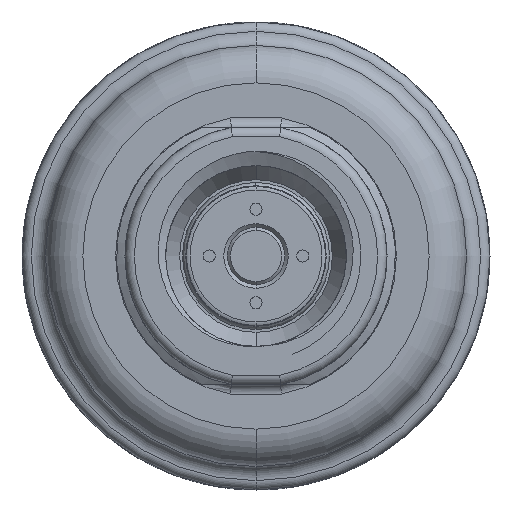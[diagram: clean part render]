
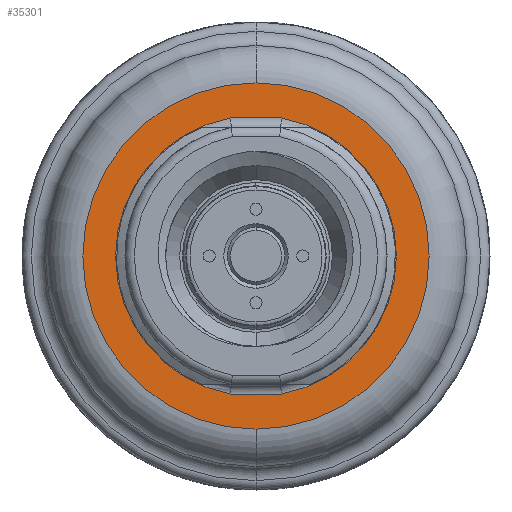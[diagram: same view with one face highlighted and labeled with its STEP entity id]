
A CAD part, front view. The second image highlights one B-rep face of the part: STEP entity #35301.
In plain terms, the highlighted planar face has unit normal (0, -1, 0).
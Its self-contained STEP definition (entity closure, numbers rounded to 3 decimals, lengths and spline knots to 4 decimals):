
#4069=CARTESIAN_POINT('',(0.,-0.1575,0.));
#4070=DIRECTION('',(0.,-1.,0.));
#4071=DIRECTION('',(0.,0.,-1.));
#4072=AXIS2_PLACEMENT_3D('',#4069,#4070,#4071);
#4074=CARTESIAN_POINT('',(0.,-0.1575,0.));
#4075=DIRECTION('',(0.,-1.,0.));
#4076=DIRECTION('',(0.,0.,1.));
#4077=AXIS2_PLACEMENT_3D('',#4074,#4075,#4076);
#4079=CARTESIAN_POINT('',(0.,-0.1575,0.));
#4080=DIRECTION('',(0.,-1.,0.));
#4081=DIRECTION('',(-0.182,0.,0.983));
#4082=AXIS2_PLACEMENT_3D('',#4079,#4080,#4081);
#4084=DIRECTION('',(1.,0.,0.));
#4085=VECTOR('',#4084,0.2147);
#4086=CARTESIAN_POINT('',(-0.1074,-0.1575,
-0.5807));
#4087=LINE('',#4086,#4085);
#4088=CARTESIAN_POINT('',(0.,-0.1575,0.));
#4089=DIRECTION('',(0.,-1.,0.));
#4090=DIRECTION('',(0.182,0.,-0.983));
#4091=AXIS2_PLACEMENT_3D('',#4088,#4089,#4090);
#4093=DIRECTION('',(-1.,0.,0.));
#4094=VECTOR('',#4093,0.2147);
#4095=CARTESIAN_POINT('',(0.1074,-0.1575,
0.5807));
#4096=LINE('',#4095,#4094);
#29703=CARTESIAN_POINT('',(-0.1074,-0.1575,
0.5807));
#29704=CARTESIAN_POINT('',(-0.1074,-0.1575,
-0.5807));
#29705=VERTEX_POINT('',#29703);
#29706=VERTEX_POINT('',#29704);
#29711=CARTESIAN_POINT('',(0.1074,-0.1575,
-0.5807));
#29712=CARTESIAN_POINT('',(0.1074,-0.1575,
0.5807));
#29713=VERTEX_POINT('',#29711);
#29714=VERTEX_POINT('',#29712);
#30021=CARTESIAN_POINT('',(0.,-0.1575,-0.7283));
#30022=CARTESIAN_POINT('',(0.,-0.1575,0.7283));
#30023=VERTEX_POINT('',#30021);
#30024=VERTEX_POINT('',#30022);
#35281=CARTESIAN_POINT('',(0.,-0.1575,0.));
#35282=DIRECTION('',(0.,-1.,0.));
#35283=DIRECTION('',(0.,0.,1.));
#35284=AXIS2_PLACEMENT_3D('',#35281,#35282,#35283);
#35285=PLANE('',#35284);
#35287=ORIENTED_EDGE('',*,*,#35286,.F.);
#35288=ORIENTED_EDGE('',*,*,#35271,.F.);
#35289=EDGE_LOOP('',(#35287,#35288));
#35290=FACE_OUTER_BOUND('',#35289,.F.);
#35292=ORIENTED_EDGE('',*,*,#35291,.T.);
#35294=ORIENTED_EDGE('',*,*,#35293,.T.);
#35296=ORIENTED_EDGE('',*,*,#35295,.T.);
#35298=ORIENTED_EDGE('',*,*,#35297,.T.);
#35299=EDGE_LOOP('',(#35292,#35294,#35296,#35298));
#35300=FACE_BOUND('',#35299,.F.);
#35301=ADVANCED_FACE('',(#35290,#35300),#35285,.T.);
#4073=CIRCLE('',#4072,0.7283);
#4078=CIRCLE('',#4077,0.7283);
#4083=CIRCLE('',#4082,0.5906);
#4092=CIRCLE('',#4091,0.5906);
#35271=EDGE_CURVE('',#30024,#30023,#4078,.T.);
#35286=EDGE_CURVE('',#30023,#30024,#4073,.T.);
#35291=EDGE_CURVE('',#29705,#29706,#4083,.T.);
#35293=EDGE_CURVE('',#29706,#29713,#4087,.T.);
#35295=EDGE_CURVE('',#29713,#29714,#4092,.T.);
#35297=EDGE_CURVE('',#29714,#29705,#4096,.T.);
